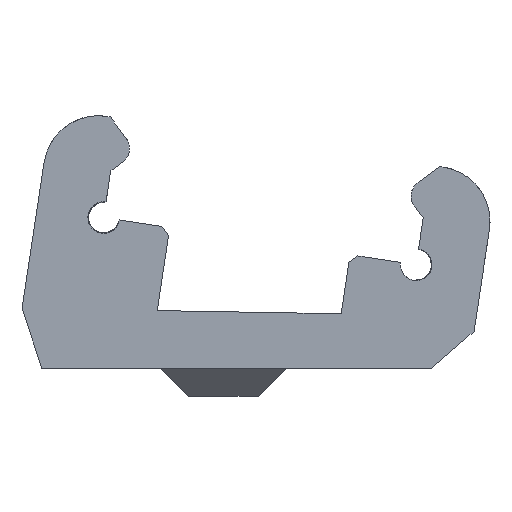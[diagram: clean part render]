
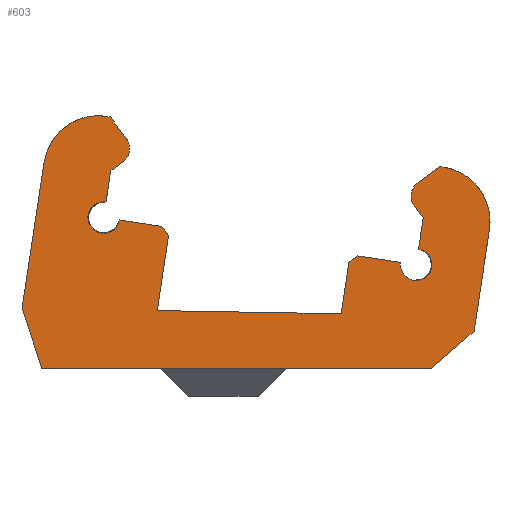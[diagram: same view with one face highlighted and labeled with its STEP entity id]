
A CAD part, front view. The second image highlights one B-rep face of the part: STEP entity #603.
In plain terms, the highlighted planar face has unit normal (0, -1, 0).
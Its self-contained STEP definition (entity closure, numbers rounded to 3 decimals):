
#202=CARTESIAN_POINT('',(-67.225,-14.891,9.955));
#203=VERTEX_POINT('',#202);
#210=CARTESIAN_POINT('',(-66.667,-14.891,13.656));
#211=VERTEX_POINT('',#210);
#212=CARTESIAN_POINT('',(-67.225,-14.891,9.955));
#213=DIRECTION('',(0.149,-0.,0.989));
#214=VECTOR('',#213,3.743);
#215=LINE('',#212,#214);
#216=EDGE_CURVE('',#203,#211,#215,.T.);
#282=CARTESIAN_POINT('',(-55.782,-14.891,9.382));
#283=VERTEX_POINT('',#282);
#358=CARTESIAN_POINT('',(-55.394,-14.891,11.956));
#359=VERTEX_POINT('',#358);
#366=CARTESIAN_POINT('',(-55.782,-14.891,9.382));
#367=DIRECTION('',(0.149,-0.,0.989));
#368=VECTOR('',#367,2.604);
#369=LINE('',#366,#368);
#370=EDGE_CURVE('',#283,#359,#369,.T.);
#375=CARTESIAN_POINT('',(-65.677,-14.891,8.818));
#376=DIRECTION('',(0.,1.,0.));
#377=DIRECTION('',(0.149,-0.,0.989));
#378=AXIS2_PLACEMENT_3D('',#375,#376,#377);
#379=PLANE('',#378);
#380=ORIENTED_EDGE('',*,*,#216,.F.);
#381=CARTESIAN_POINT('',(-66.721,-14.891,8.451));
#382=VERTEX_POINT('',#381);
#383=CARTESIAN_POINT('',(-67.225,-14.891,9.955));
#384=DIRECTION('',(0.318,0.,-0.948));
#385=VECTOR('',#384,1.586);
#386=LINE('',#383,#385);
#387=EDGE_CURVE('',#203,#382,#386,.T.);
#388=ORIENTED_EDGE('',*,*,#387,.T.);
#389=CARTESIAN_POINT('',(-56.864,-14.891,8.451));
#390=VERTEX_POINT('',#389);
#391=CARTESIAN_POINT('',(-56.864,-14.891,8.451));
#392=DIRECTION('',(-1.,0.,-0.));
#393=VECTOR('',#392,9.857);
#394=LINE('',#391,#393);
#395=EDGE_CURVE('',#390,#382,#394,.T.);
#396=ORIENTED_EDGE('',*,*,#395,.F.);
#397=CARTESIAN_POINT('',(-56.864,-14.891,8.451));
#398=DIRECTION('',(0.758,-0.,0.652));
#399=VECTOR('',#398,1.427);
#400=LINE('',#397,#399);
#401=EDGE_CURVE('',#390,#283,#400,.T.);
#402=ORIENTED_EDGE('',*,*,#401,.T.);
#403=ORIENTED_EDGE('',*,*,#370,.T.);
#404=CARTESIAN_POINT('',(-56.564,-14.891,13.542));
#405=VERTEX_POINT('',#404);
#406=CARTESIAN_POINT('',(-56.772,-14.891,12.164));
#407=DIRECTION('',(0.,1.,0.));
#408=DIRECTION('',(0.149,-0.,0.989));
#409=AXIS2_PLACEMENT_3D('',#406,#407,#408);
#410=CIRCLE('',#409,1.393);
#411=EDGE_CURVE('',#405,#359,#410,.T.);
#412=ORIENTED_EDGE('',*,*,#411,.F.);
#413=CARTESIAN_POINT('',(-56.655,-14.891,13.556));
#414=VERTEX_POINT('',#413);
#415=CARTESIAN_POINT('',(-56.655,-14.891,13.556));
#416=DIRECTION('',(0.989,-0.,-0.149));
#417=VECTOR('',#416,0.092);
#418=LINE('',#415,#417);
#419=EDGE_CURVE('',#414,#405,#418,.T.);
#420=ORIENTED_EDGE('',*,*,#419,.F.);
#421=CARTESIAN_POINT('',(-57.2,-14.891,13.154));
#422=VERTEX_POINT('',#421);
#423=CARTESIAN_POINT('',(-57.2,-14.891,13.154));
#424=DIRECTION('',(0.805,-0.,0.594));
#425=VECTOR('',#424,0.677);
#426=LINE('',#423,#425);
#427=EDGE_CURVE('',#422,#414,#426,.T.);
#428=ORIENTED_EDGE('',*,*,#427,.F.);
#429=CARTESIAN_POINT('',(-57.291,-14.891,12.551));
#430=VERTEX_POINT('',#429);
#431=CARTESIAN_POINT('',(-56.944,-14.891,12.807));
#432=DIRECTION('',(0.,1.,0.));
#433=DIRECTION('',(0.149,-0.,0.989));
#434=AXIS2_PLACEMENT_3D('',#431,#432,#433);
#435=CIRCLE('',#434,0.431);
#436=EDGE_CURVE('',#430,#422,#435,.T.);
#437=ORIENTED_EDGE('',*,*,#436,.F.);
#438=CARTESIAN_POINT('',(-57.074,-14.891,12.257));
#439=VERTEX_POINT('',#438);
#440=CARTESIAN_POINT('',(-57.074,-14.891,12.257));
#441=DIRECTION('',(-0.594,-0.,0.805));
#442=VECTOR('',#441,0.365);
#443=LINE('',#440,#442);
#444=EDGE_CURVE('',#439,#430,#443,.T.);
#445=ORIENTED_EDGE('',*,*,#444,.F.);
#446=CARTESIAN_POINT('',(-57.068,-14.891,12.256));
#447=VERTEX_POINT('',#446);
#448=CARTESIAN_POINT('',(-57.068,-14.891,12.256));
#449=DIRECTION('',(-0.989,0.,0.149));
#450=VECTOR('',#449,0.006);
#451=LINE('',#448,#450);
#452=EDGE_CURVE('',#447,#439,#451,.T.);
#453=ORIENTED_EDGE('',*,*,#452,.F.);
#454=CARTESIAN_POINT('',(-57.188,-14.891,11.465));
#455=VERTEX_POINT('',#454);
#456=CARTESIAN_POINT('',(-57.188,-14.891,11.465));
#457=DIRECTION('',(0.149,-0.,0.989));
#458=VECTOR('',#457,0.8);
#459=LINE('',#456,#458);
#460=EDGE_CURVE('',#455,#447,#459,.T.);
#461=ORIENTED_EDGE('',*,*,#460,.F.);
#462=CARTESIAN_POINT('',(-57.307,-14.891,10.674));
#463=VERTEX_POINT('',#462);
#464=CARTESIAN_POINT('',(-57.247,-14.891,11.07));
#465=DIRECTION('',(-0.,-1.,-0.));
#466=DIRECTION('',(-0.149,0.,-0.989));
#467=AXIS2_PLACEMENT_3D('',#464,#465,#466);
#468=CIRCLE('',#467,0.4);
#469=EDGE_CURVE('',#463,#455,#468,.T.);
#470=ORIENTED_EDGE('',*,*,#469,.F.);
#471=CARTESIAN_POINT('',(-57.643,-14.891,11.129));
#472=VERTEX_POINT('',#471);
#473=CARTESIAN_POINT('',(-57.247,-14.891,11.07));
#474=DIRECTION('',(-0.,-1.,-0.));
#475=DIRECTION('',(-0.149,0.,-0.989));
#476=AXIS2_PLACEMENT_3D('',#473,#474,#475);
#477=CIRCLE('',#476,0.4);
#478=EDGE_CURVE('',#472,#463,#477,.T.);
#479=ORIENTED_EDGE('',*,*,#478,.F.);
#480=CARTESIAN_POINT('',(-58.721,-14.891,11.292));
#481=VERTEX_POINT('',#480);
#482=CARTESIAN_POINT('',(-57.643,-14.891,11.129));
#483=DIRECTION('',(-0.989,0.,0.149));
#484=VECTOR('',#483,1.091);
#485=LINE('',#482,#484);
#486=EDGE_CURVE('',#472,#481,#485,.T.);
#487=ORIENTED_EDGE('',*,*,#486,.T.);
#488=CARTESIAN_POINT('',(-58.95,-14.891,11.123));
#489=VERTEX_POINT('',#488);
#490=CARTESIAN_POINT('',(-58.95,-14.891,11.123));
#491=DIRECTION('',(0.805,-0.,0.594));
#492=VECTOR('',#491,0.285);
#493=LINE('',#490,#492);
#494=EDGE_CURVE('',#489,#481,#493,.T.);
#495=ORIENTED_EDGE('',*,*,#494,.F.);
#496=CARTESIAN_POINT('',(-59.146,-14.891,9.829));
#497=VERTEX_POINT('',#496);
#498=CARTESIAN_POINT('',(-58.95,-14.891,11.123));
#499=DIRECTION('',(-0.149,0.,-0.989));
#500=VECTOR('',#499,1.308);
#501=LINE('',#498,#500);
#502=EDGE_CURVE('',#489,#497,#501,.T.);
#503=ORIENTED_EDGE('',*,*,#502,.T.);
#504=CARTESIAN_POINT('',(-63.802,-14.891,9.909));
#505=VERTEX_POINT('',#504);
#506=CARTESIAN_POINT('',(-59.146,-14.891,9.829));
#507=DIRECTION('',(-1.,0.,0.017));
#508=VECTOR('',#507,4.657);
#509=LINE('',#506,#508);
#510=EDGE_CURVE('',#497,#505,#509,.T.);
#511=ORIENTED_EDGE('',*,*,#510,.T.);
#512=CARTESIAN_POINT('',(-63.515,-14.891,11.811));
#513=VERTEX_POINT('',#512);
#514=CARTESIAN_POINT('',(-63.802,-14.891,9.909));
#515=DIRECTION('',(0.149,-0.,0.989));
#516=VECTOR('',#515,1.924);
#517=LINE('',#514,#516);
#518=EDGE_CURVE('',#505,#513,#517,.T.);
#519=ORIENTED_EDGE('',*,*,#518,.T.);
#520=CARTESIAN_POINT('',(-63.684,-14.891,12.04));
#521=VERTEX_POINT('',#520);
#522=CARTESIAN_POINT('',(-63.684,-14.891,12.04));
#523=DIRECTION('',(0.594,0.,-0.805));
#524=VECTOR('',#523,0.285);
#525=LINE('',#522,#524);
#526=EDGE_CURVE('',#521,#513,#525,.T.);
#527=ORIENTED_EDGE('',*,*,#526,.F.);
#528=CARTESIAN_POINT('',(-64.762,-14.891,12.203));
#529=VERTEX_POINT('',#528);
#530=CARTESIAN_POINT('',(-63.684,-14.891,12.04));
#531=DIRECTION('',(-0.989,0.,0.149));
#532=VECTOR('',#531,1.091);
#533=LINE('',#530,#532);
#534=EDGE_CURVE('',#521,#529,#533,.T.);
#535=ORIENTED_EDGE('',*,*,#534,.T.);
#536=CARTESIAN_POINT('',(-65.098,-14.891,12.658));
#537=VERTEX_POINT('',#536);
#538=CARTESIAN_POINT('',(-65.158,-14.891,12.263));
#539=DIRECTION('',(0.,1.,0.));
#540=DIRECTION('',(0.149,-0.,0.989));
#541=AXIS2_PLACEMENT_3D('',#538,#539,#540);
#542=CIRCLE('',#541,0.4);
#543=EDGE_CURVE('',#529,#537,#542,.T.);
#544=ORIENTED_EDGE('',*,*,#543,.T.);
#545=CARTESIAN_POINT('',(-64.979,-14.891,13.449));
#546=VERTEX_POINT('',#545);
#547=CARTESIAN_POINT('',(-64.979,-14.891,13.449));
#548=DIRECTION('',(-0.149,0.,-0.989));
#549=VECTOR('',#548,0.8);
#550=LINE('',#547,#549);
#551=EDGE_CURVE('',#546,#537,#550,.T.);
#552=ORIENTED_EDGE('',*,*,#551,.F.);
#553=CARTESIAN_POINT('',(-64.973,-14.891,13.448));
#554=VERTEX_POINT('',#553);
#555=CARTESIAN_POINT('',(-64.973,-14.891,13.448));
#556=DIRECTION('',(-0.989,0.,0.149));
#557=VECTOR('',#556,0.006);
#558=LINE('',#555,#557);
#559=EDGE_CURVE('',#554,#546,#558,.T.);
#560=ORIENTED_EDGE('',*,*,#559,.F.);
#561=CARTESIAN_POINT('',(-64.679,-14.891,13.665));
#562=VERTEX_POINT('',#561);
#563=CARTESIAN_POINT('',(-64.679,-14.891,13.665));
#564=DIRECTION('',(-0.805,0.,-0.594));
#565=VECTOR('',#564,0.365);
#566=LINE('',#563,#565);
#567=EDGE_CURVE('',#562,#554,#566,.T.);
#568=ORIENTED_EDGE('',*,*,#567,.F.);
#569=CARTESIAN_POINT('',(-64.588,-14.891,14.268));
#570=VERTEX_POINT('',#569);
#571=CARTESIAN_POINT('',(-64.935,-14.891,14.012));
#572=DIRECTION('',(0.,1.,0.));
#573=DIRECTION('',(0.149,-0.,0.989));
#574=AXIS2_PLACEMENT_3D('',#571,#572,#573);
#575=CIRCLE('',#574,0.431);
#576=EDGE_CURVE('',#570,#562,#575,.T.);
#577=ORIENTED_EDGE('',*,*,#576,.F.);
#578=CARTESIAN_POINT('',(-64.99,-14.891,14.813));
#579=VERTEX_POINT('',#578);
#580=CARTESIAN_POINT('',(-64.99,-14.891,14.813));
#581=DIRECTION('',(0.594,0.,-0.805));
#582=VECTOR('',#581,0.677);
#583=LINE('',#580,#582);
#584=EDGE_CURVE('',#579,#570,#583,.T.);
#585=ORIENTED_EDGE('',*,*,#584,.F.);
#586=CARTESIAN_POINT('',(-65.081,-14.891,14.826));
#587=VERTEX_POINT('',#586);
#588=CARTESIAN_POINT('',(-65.081,-14.891,14.826));
#589=DIRECTION('',(0.989,-0.,-0.149));
#590=VECTOR('',#589,0.092);
#591=LINE('',#588,#590);
#592=EDGE_CURVE('',#587,#579,#591,.T.);
#593=ORIENTED_EDGE('',*,*,#592,.F.);
#594=CARTESIAN_POINT('',(-65.289,-14.891,13.449));
#595=DIRECTION('',(0.,1.,0.));
#596=DIRECTION('',(0.149,-0.,0.989));
#597=AXIS2_PLACEMENT_3D('',#594,#595,#596);
#598=CIRCLE('',#597,1.393);
#599=EDGE_CURVE('',#211,#587,#598,.T.);
#600=ORIENTED_EDGE('',*,*,#599,.F.);
#601=EDGE_LOOP('',(#380,#388,#396,#402,#403,#412,#420,#428,#437,#445,#453,#461,#470,#479,#487,#495,#503,#511,#519,#527,#535,#544,#552,#560,#568,#577,
#585,#593,#600));
#602=FACE_BOUND('',#601,.T.);
#603=ADVANCED_FACE('',(#602),#379,.F.);
